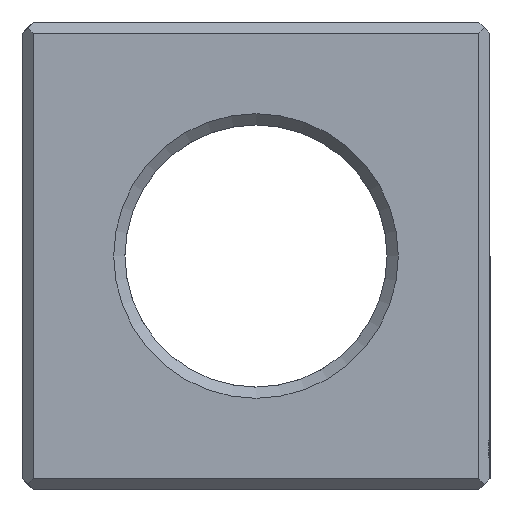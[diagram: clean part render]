
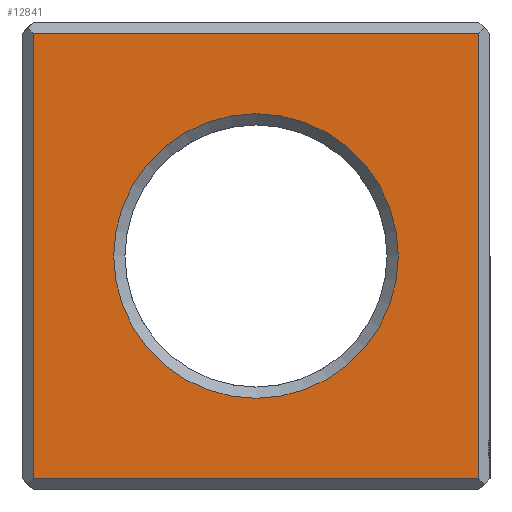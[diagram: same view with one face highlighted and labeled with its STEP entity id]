
A CAD part, left-side view. The second image highlights one B-rep face of the part: STEP entity #12841.
In plain terms, the highlighted planar face has unit normal (-1, 0, 0).
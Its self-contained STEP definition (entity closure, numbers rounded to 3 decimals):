
#72 = PLANE('',#73);
#73 = AXIS2_PLACEMENT_3D('',#74,#75,#76);
#74 = CARTESIAN_POINT('',(0.,0.,0.3));
#75 = DIRECTION('',(-0.707,0.,-0.707));
#76 = DIRECTION('',(0.707,0.,-0.707));
#642 = PLANE('',#643);
#643 = AXIS2_PLACEMENT_3D('',#644,#645,#646);
#644 = CARTESIAN_POINT('',(0.3,12.5,0.));
#645 = DIRECTION('',(0.707,-0.707,0.));
#646 = DIRECTION('',(-0.707,-0.707,0.));
#873 = PLANE('',#874);
#874 = AXIS2_PLACEMENT_3D('',#875,#876,#877);
#875 = CARTESIAN_POINT('',(0.3,0.,0.));
#876 = DIRECTION('',(-0.707,-0.707,0.));
#877 = DIRECTION('',(-0.707,0.707,0.));
#941 = VERTEX_POINT('',#942);
#942 = CARTESIAN_POINT('',(0.,0.3,0.3));
#963 = EDGE_CURVE('',#941,#964,#966,.T.);
#964 = VERTEX_POINT('',#965);
#965 = CARTESIAN_POINT('',(0.,12.2,0.3));
#966 = SURFACE_CURVE('',#967,(#971,#978),.PCURVE_S1.);
#967 = LINE('',#968,#969);
#968 = CARTESIAN_POINT('',(0.,0.,0.3));
#969 = VECTOR('',#970,1.);
#970 = DIRECTION('',(0.,1.,0.));
#971 = PCURVE('',#72,#972);
#972 = DEFINITIONAL_REPRESENTATION('',(#973),#977);
#973 = LINE('',#974,#975);
#974 = CARTESIAN_POINT('',(0.,-0.));
#975 = VECTOR('',#976,1.);
#976 = DIRECTION('',(0.,-1.));
#977 = ( GEOMETRIC_REPRESENTATION_CONTEXT(2) 
PARAMETRIC_REPRESENTATION_CONTEXT() REPRESENTATION_CONTEXT('2D SPACE',''
  ) );
#978 = PCURVE('',#979,#984);
#979 = PLANE('',#980);
#980 = AXIS2_PLACEMENT_3D('',#981,#982,#983);
#981 = CARTESIAN_POINT('',(0.,12.5,0.));
#982 = DIRECTION('',(1.,0.,0.));
#983 = DIRECTION('',(0.,-1.,0.));
#984 = DEFINITIONAL_REPRESENTATION('',(#985),#989);
#985 = LINE('',#986,#987);
#986 = CARTESIAN_POINT('',(12.5,-0.3));
#987 = VECTOR('',#988,1.);
#988 = DIRECTION('',(-1.,0.));
#989 = ( GEOMETRIC_REPRESENTATION_CONTEXT(2) 
PARAMETRIC_REPRESENTATION_CONTEXT() REPRESENTATION_CONTEXT('2D SPACE',''
  ) );
#2314 = VERTEX_POINT('',#2315);
#2315 = CARTESIAN_POINT('',(0.,12.2,12.2));
#2329 = PLANE('',#2330);
#2330 = AXIS2_PLACEMENT_3D('',#2331,#2332,#2333);
#2331 = CARTESIAN_POINT('',(0.3,0.,12.5));
#2332 = DIRECTION('',(-0.707,0.,0.707));
#2333 = DIRECTION('',(-0.707,0.,-0.707));
#2341 = EDGE_CURVE('',#964,#2314,#2342,.T.);
#2342 = SURFACE_CURVE('',#2343,(#2347,#2354),.PCURVE_S1.);
#2343 = LINE('',#2344,#2345);
#2344 = CARTESIAN_POINT('',(0.,12.2,0.));
#2345 = VECTOR('',#2346,1.);
#2346 = DIRECTION('',(0.,0.,1.));
#2347 = PCURVE('',#642,#2348);
#2348 = DEFINITIONAL_REPRESENTATION('',(#2349),#2353);
#2349 = LINE('',#2350,#2351);
#2350 = CARTESIAN_POINT('',(0.424,0.));
#2351 = VECTOR('',#2352,1.);
#2352 = DIRECTION('',(0.,-1.));
#2353 = ( GEOMETRIC_REPRESENTATION_CONTEXT(2) 
PARAMETRIC_REPRESENTATION_CONTEXT() REPRESENTATION_CONTEXT('2D SPACE',''
  ) );
#2354 = PCURVE('',#979,#2355);
#2355 = DEFINITIONAL_REPRESENTATION('',(#2356),#2360);
#2356 = LINE('',#2357,#2358);
#2357 = CARTESIAN_POINT('',(0.3,0.));
#2358 = VECTOR('',#2359,1.);
#2359 = DIRECTION('',(0.,-1.));
#2360 = ( GEOMETRIC_REPRESENTATION_CONTEXT(2) 
PARAMETRIC_REPRESENTATION_CONTEXT() REPRESENTATION_CONTEXT('2D SPACE',''
  ) );
#12798 = VERTEX_POINT('',#12799);
#12799 = CARTESIAN_POINT('',(0.,0.3,12.2));
#12820 = EDGE_CURVE('',#941,#12798,#12821,.T.);
#12821 = SURFACE_CURVE('',#12822,(#12826,#12833),.PCURVE_S1.);
#12822 = LINE('',#12823,#12824);
#12823 = CARTESIAN_POINT('',(0.,0.3,0.));
#12824 = VECTOR('',#12825,1.);
#12825 = DIRECTION('',(0.,0.,1.));
#12826 = PCURVE('',#873,#12827);
#12827 = DEFINITIONAL_REPRESENTATION('',(#12828),#12832);
#12828 = LINE('',#12829,#12830);
#12829 = CARTESIAN_POINT('',(0.424,0.));
#12830 = VECTOR('',#12831,1.);
#12831 = DIRECTION('',(0.,-1.));
#12832 = ( GEOMETRIC_REPRESENTATION_CONTEXT(2) 
PARAMETRIC_REPRESENTATION_CONTEXT() REPRESENTATION_CONTEXT('2D SPACE',''
  ) );
#12833 = PCURVE('',#979,#12834);
#12834 = DEFINITIONAL_REPRESENTATION('',(#12835),#12839);
#12835 = LINE('',#12836,#12837);
#12836 = CARTESIAN_POINT('',(12.2,0.));
#12837 = VECTOR('',#12838,1.);
#12838 = DIRECTION('',(0.,-1.));
#12839 = ( GEOMETRIC_REPRESENTATION_CONTEXT(2) 
PARAMETRIC_REPRESENTATION_CONTEXT() REPRESENTATION_CONTEXT('2D SPACE',''
  ) );
#12841 = ADVANCED_FACE('',(#12842,#12868),#979,.F.);
#12842 = FACE_BOUND('',#12843,.F.);
#12843 = EDGE_LOOP('',(#12844,#12845,#12846,#12847));
#12844 = ORIENTED_EDGE('',*,*,#12820,.F.);
#12845 = ORIENTED_EDGE('',*,*,#963,.T.);
#12846 = ORIENTED_EDGE('',*,*,#2341,.T.);
#12847 = ORIENTED_EDGE('',*,*,#12848,.F.);
#12848 = EDGE_CURVE('',#12798,#2314,#12849,.T.);
#12849 = SURFACE_CURVE('',#12850,(#12854,#12861),.PCURVE_S1.);
#12850 = LINE('',#12851,#12852);
#12851 = CARTESIAN_POINT('',(0.,0.,12.2));
#12852 = VECTOR('',#12853,1.);
#12853 = DIRECTION('',(0.,1.,0.));
#12854 = PCURVE('',#979,#12855);
#12855 = DEFINITIONAL_REPRESENTATION('',(#12856),#12860);
#12856 = LINE('',#12857,#12858);
#12857 = CARTESIAN_POINT('',(12.5,-12.2));
#12858 = VECTOR('',#12859,1.);
#12859 = DIRECTION('',(-1.,0.));
#12860 = ( GEOMETRIC_REPRESENTATION_CONTEXT(2) 
PARAMETRIC_REPRESENTATION_CONTEXT() REPRESENTATION_CONTEXT('2D SPACE',''
  ) );
#12861 = PCURVE('',#2329,#12862);
#12862 = DEFINITIONAL_REPRESENTATION('',(#12863),#12867);
#12863 = LINE('',#12864,#12865);
#12864 = CARTESIAN_POINT('',(0.424,0.));
#12865 = VECTOR('',#12866,1.);
#12866 = DIRECTION('',(0.,-1.));
#12867 = ( GEOMETRIC_REPRESENTATION_CONTEXT(2) 
PARAMETRIC_REPRESENTATION_CONTEXT() REPRESENTATION_CONTEXT('2D SPACE',''
  ) );
#12868 = FACE_BOUND('',#12869,.F.);
#12869 = EDGE_LOOP('',(#12870));
#12870 = ORIENTED_EDGE('',*,*,#12871,.T.);
#12871 = EDGE_CURVE('',#12872,#12872,#12874,.T.);
#12872 = VERTEX_POINT('',#12873);
#12873 = CARTESIAN_POINT('',(0.,2.45,6.25));
#12874 = SURFACE_CURVE('',#12875,(#12880,#12891),.PCURVE_S1.);
#12875 = CIRCLE('',#12876,3.8);
#12876 = AXIS2_PLACEMENT_3D('',#12877,#12878,#12879);
#12877 = CARTESIAN_POINT('',(0.,6.25,6.25));
#12878 = DIRECTION('',(-1.,0.,0.));
#12879 = DIRECTION('',(0.,-1.,0.));
#12880 = PCURVE('',#979,#12881);
#12881 = DEFINITIONAL_REPRESENTATION('',(#12882),#12890);
#12882 = ( BOUNDED_CURVE() B_SPLINE_CURVE(2,(#12883,#12884,#12885,#12886
    ,#12887,#12888,#12889),.UNSPECIFIED.,.T.,.F.) 
B_SPLINE_CURVE_WITH_KNOTS((1,2,2,2,2,1),(-2.094,0.,
    2.094,4.189,6.283,8.378),
.UNSPECIFIED.) CURVE() GEOMETRIC_REPRESENTATION_ITEM() 
RATIONAL_B_SPLINE_CURVE((1.,0.5,1.,0.5,1.,0.5,1.)) REPRESENTATION_ITEM(
  '') );
#12883 = CARTESIAN_POINT('',(10.05,-6.25));
#12884 = CARTESIAN_POINT('',(10.05,-12.832));
#12885 = CARTESIAN_POINT('',(4.35,-9.541));
#12886 = CARTESIAN_POINT('',(-1.35,-6.25));
#12887 = CARTESIAN_POINT('',(4.35,-2.959));
#12888 = CARTESIAN_POINT('',(10.05,0.332));
#12889 = CARTESIAN_POINT('',(10.05,-6.25));
#12890 = ( GEOMETRIC_REPRESENTATION_CONTEXT(2) 
PARAMETRIC_REPRESENTATION_CONTEXT() REPRESENTATION_CONTEXT('2D SPACE',''
  ) );
#12891 = PCURVE('',#12892,#12897);
#12892 = CONICAL_SURFACE('',#12893,3.5,0.785);
#12893 = AXIS2_PLACEMENT_3D('',#12894,#12895,#12896);
#12894 = CARTESIAN_POINT('',(0.3,6.25,6.25));
#12895 = DIRECTION('',(-1.,-0.,-0.));
#12896 = DIRECTION('',(0.,-1.,0.));
#12897 = DEFINITIONAL_REPRESENTATION('',(#12898),#12902);
#12898 = LINE('',#12899,#12900);
#12899 = CARTESIAN_POINT('',(-0.,0.3));
#12900 = VECTOR('',#12901,1.);
#12901 = DIRECTION('',(1.,-0.));
#12902 = ( GEOMETRIC_REPRESENTATION_CONTEXT(2) 
PARAMETRIC_REPRESENTATION_CONTEXT() REPRESENTATION_CONTEXT('2D SPACE',''
  ) );
